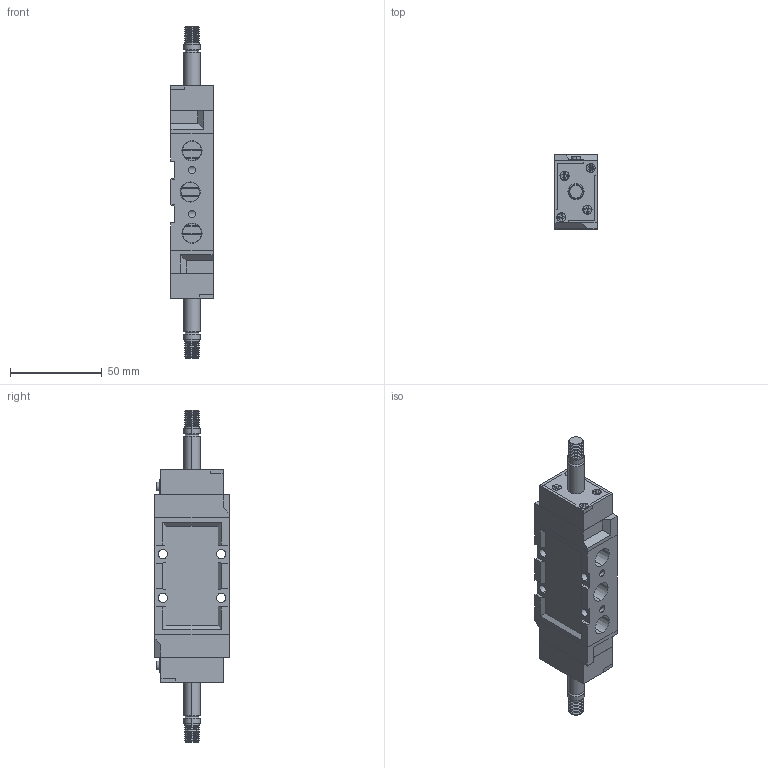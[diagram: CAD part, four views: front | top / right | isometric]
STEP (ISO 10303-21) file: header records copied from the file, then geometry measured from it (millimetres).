
FILE_DESCRIPTION (( 'STEP AP203' ), '1' );
FILE_NAME ('SN3200-IP.STEP', '2016-01-05T07:59:57', ( 'yrd8' ), ( '' ), 'SwSTEP 2.0', 'SolidWorks 2008', '' );
FILE_SCHEMA (( 'CONFIG_CONTROL_DESIGN' ));
Length unit declared in the file: millimetre
Products named in the file (4): SN3200-IP; SN3000 Body; SN3000 PPS Semi_ル遽; SF4000 Pilot_ル遽
Assembly tree (5 placements, depth 2):
  SN3200-IP
    SF4000 Pilot_ル遽  x2
    SN3000 PPS Semi_ル遽  x2
    SN3000 Body
Bounding box: 23 x 40.5 x 181.4 mm (x, y, z)
Volume: 92765.4 mm3; surface area: 30391.9 mm2
Topology: 5 solids, 5 shells, 456 faces, 1109 edges, 706 vertices
Faces by surface type: plane 274, cylinder 92, cone 90
Entity records: 8758 total; most frequent: CARTESIAN_POINT 1573, DIRECTION 1412, ORIENTED_EDGE 1368, EDGE_CURVE 684, LINE 482, VECTOR 482, AXIS2_PLACEMENT_3D 465, VERTEX_POINT 438
